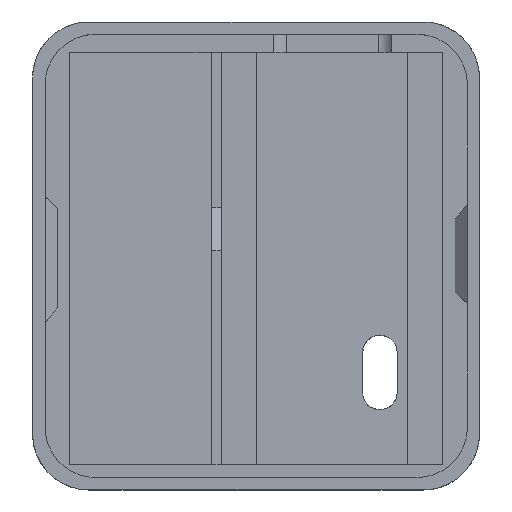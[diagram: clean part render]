
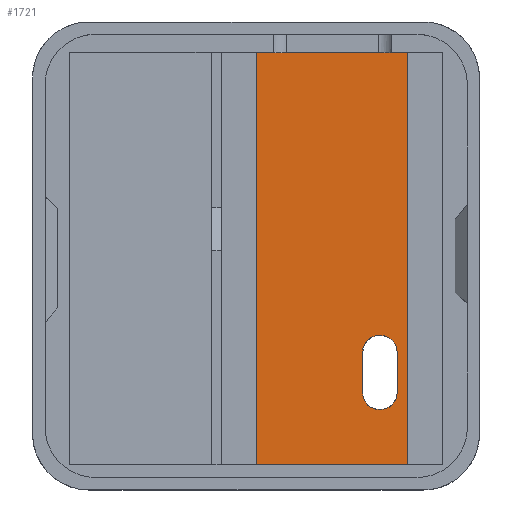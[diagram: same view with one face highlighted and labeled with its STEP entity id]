
A CAD part, top view. The second image highlights one B-rep face of the part: STEP entity #1721.
In plain terms, the highlighted planar face has unit normal (0, 0, 1).
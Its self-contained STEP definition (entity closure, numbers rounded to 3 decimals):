
#114=CARTESIAN_POINT('',(-156.02,174.669,4.84));
#115=VERTEX_POINT('',#114);
#122=CARTESIAN_POINT('',(-154.791,174.669,4.84));
#123=VERTEX_POINT('',#122);
#124=CARTESIAN_POINT('',(-154.791,174.669,4.84));
#125=CARTESIAN_POINT('',(-156.02,174.669,4.84));
#126=B_SPLINE_CURVE_WITH_KNOTS('',1,(#124,#125),.UNSPECIFIED.,.F.,.F.,(2,2),(-0.16,1.068),.UNSPECIFIED.);
#127=EDGE_CURVE('',#123,#115,#126,.T.);
#129=CARTESIAN_POINT('',(-153.575,174.669,4.84));
#130=VERTEX_POINT('',#129);
#131=CARTESIAN_POINT('',(-154.791,174.669,4.84));
#132=DIRECTION('',(1.,0.,-0.));
#133=VECTOR('',#132,1.217);
#134=LINE('',#131,#133);
#135=EDGE_CURVE('',#123,#130,#134,.T.);
#923=CARTESIAN_POINT('',(-143.675,141.089,4.84));
#924=VERTEX_POINT('',#923);
#931=CARTESIAN_POINT('',(-156.02,141.089,4.84));
#932=VERTEX_POINT('',#931);
#933=CARTESIAN_POINT('',(-156.02,141.089,4.84));
#934=DIRECTION('',(1.,0.,0.));
#935=VECTOR('',#934,12.345);
#936=LINE('',#933,#935);
#937=EDGE_CURVE('',#932,#924,#936,.T.);
#1024=CARTESIAN_POINT('',(-146.069,174.669,4.84));
#1025=VERTEX_POINT('',#1024);
#1033=CARTESIAN_POINT('',(-144.852,174.669,4.84));
#1034=VERTEX_POINT('',#1033);
#1035=CARTESIAN_POINT('',(-146.069,174.669,4.84));
#1036=DIRECTION('',(1.,0.,-0.));
#1037=VECTOR('',#1036,1.217);
#1038=LINE('',#1035,#1037);
#1039=EDGE_CURVE('',#1025,#1034,#1038,.T.);
#1041=CARTESIAN_POINT('',(-143.675,174.669,4.84));
#1042=VERTEX_POINT('',#1041);
#1043=CARTESIAN_POINT('',(-143.675,174.669,4.84));
#1044=CARTESIAN_POINT('',(-144.852,174.669,4.84));
#1045=B_SPLINE_CURVE_WITH_KNOTS('',1,(#1043,#1044),.UNSPECIFIED.,.F.,.F.,(2,2),(0.,1.178),.UNSPECIFIED.);
#1046=EDGE_CURVE('',#1042,#1034,#1045,.T.);
#1613=CARTESIAN_POINT('',(-156.021,149.503,4.84));
#1614=DIRECTION('',(0.,0.,-1.));
#1615=DIRECTION('',(-1.,0.,0.));
#1616=AXIS2_PLACEMENT_3D('',#1613,#1614,#1615);
#1617=PLANE('',#1616);
#1618=CARTESIAN_POINT('',(-145.985,151.627,4.84));
#1619=VERTEX_POINT('',#1618);
#1620=CARTESIAN_POINT('',(-145.904,151.627,4.84));
#1621=VERTEX_POINT('',#1620);
#1622=CARTESIAN_POINT('',(-145.985,151.627,4.84));
#1623=DIRECTION('',(1.,-0.,-0.));
#1624=VECTOR('',#1623,0.082);
#1625=LINE('',#1622,#1624);
#1626=EDGE_CURVE('',#1619,#1621,#1625,.T.);
#1627=ORIENTED_EDGE('',*,*,#1626,.T.);
#1628=CARTESIAN_POINT('',(-144.551,150.341,4.84));
#1629=VERTEX_POINT('',#1628);
#1630=CARTESIAN_POINT('',(-145.904,151.627,4.84));
#1631=CARTESIAN_POINT('',(-145.228,151.627,4.84));
#1632=CARTESIAN_POINT('',(-144.821,151.112,4.84));
#1633=CARTESIAN_POINT('',(-144.551,150.77,4.84));
#1634=CARTESIAN_POINT('',(-144.551,150.341,4.84));
#1635=B_SPLINE_CURVE_WITH_KNOTS('',2,(#1630,#1631,#1632,#1633,#1634),.UNSPECIFIED.,.F.,.F.,(3,2,3),(0.,0.5,1.),.UNSPECIFIED.);
#1636=EDGE_CURVE('',#1621,#1629,#1635,.T.);
#1637=ORIENTED_EDGE('',*,*,#1636,.T.);
#1638=CARTESIAN_POINT('',(-144.551,146.88,4.84));
#1639=VERTEX_POINT('',#1638);
#1640=CARTESIAN_POINT('',(-144.551,150.341,4.84));
#1641=DIRECTION('',(-0.,-1.,-0.));
#1642=VECTOR('',#1641,3.461);
#1643=LINE('',#1640,#1642);
#1644=EDGE_CURVE('',#1629,#1639,#1643,.T.);
#1645=ORIENTED_EDGE('',*,*,#1644,.T.);
#1646=CARTESIAN_POINT('',(-145.904,145.594,4.84));
#1647=VERTEX_POINT('',#1646);
#1648=CARTESIAN_POINT('',(-144.551,146.88,4.84));
#1649=CARTESIAN_POINT('',(-144.551,146.452,4.84));
#1650=CARTESIAN_POINT('',(-144.821,146.108,4.84));
#1651=CARTESIAN_POINT('',(-145.001,145.88,4.84));
#1652=CARTESIAN_POINT('',(-145.267,145.745,4.84));
#1653=CARTESIAN_POINT('',(-145.565,145.594,4.84));
#1654=CARTESIAN_POINT('',(-145.904,145.594,4.84));
#1655=B_SPLINE_CURVE_WITH_KNOTS('',2,(#1648,#1649,#1650,#1651,#1652,#1653,#1654),.UNSPECIFIED.,.F.,.F.,(3,2,2,3),(0.,0.5,0.75,1.),.UNSPECIFIED.);
#1656=EDGE_CURVE('',#1639,#1647,#1655,.T.);
#1657=ORIENTED_EDGE('',*,*,#1656,.T.);
#1658=CARTESIAN_POINT('',(-145.985,145.594,4.84));
#1659=VERTEX_POINT('',#1658);
#1660=CARTESIAN_POINT('',(-145.904,145.594,4.84));
#1661=DIRECTION('',(-1.,0.,0.));
#1662=VECTOR('',#1661,0.082);
#1663=LINE('',#1660,#1662);
#1664=EDGE_CURVE('',#1647,#1659,#1663,.T.);
#1665=ORIENTED_EDGE('',*,*,#1664,.T.);
#1666=CARTESIAN_POINT('',(-147.338,146.88,4.84));
#1667=VERTEX_POINT('',#1666);
#1668=CARTESIAN_POINT('',(-145.985,145.594,4.84));
#1669=CARTESIAN_POINT('',(-146.661,145.594,4.84));
#1670=CARTESIAN_POINT('',(-147.067,146.108,4.84));
#1671=CARTESIAN_POINT('',(-147.338,146.451,4.84));
#1672=CARTESIAN_POINT('',(-147.338,146.88,4.84));
#1673=B_SPLINE_CURVE_WITH_KNOTS('',2,(#1668,#1669,#1670,#1671,#1672),.UNSPECIFIED.,.F.,.F.,(3,2,3),(0.,0.5,1.),.UNSPECIFIED.);
#1674=EDGE_CURVE('',#1659,#1667,#1673,.T.);
#1675=ORIENTED_EDGE('',*,*,#1674,.T.);
#1676=CARTESIAN_POINT('',(-147.338,150.341,4.84));
#1677=VERTEX_POINT('',#1676);
#1678=CARTESIAN_POINT('',(-147.338,146.88,4.84));
#1679=DIRECTION('',(0.,1.,0.));
#1680=VECTOR('',#1679,3.461);
#1681=LINE('',#1678,#1680);
#1682=EDGE_CURVE('',#1667,#1677,#1681,.T.);
#1683=ORIENTED_EDGE('',*,*,#1682,.T.);
#1684=CARTESIAN_POINT('',(-147.338,150.341,4.84));
#1685=CARTESIAN_POINT('',(-147.338,150.769,4.84));
#1686=CARTESIAN_POINT('',(-147.067,151.112,4.84));
#1687=CARTESIAN_POINT('',(-146.888,151.34,4.84));
#1688=CARTESIAN_POINT('',(-146.622,151.475,4.84));
#1689=CARTESIAN_POINT('',(-146.324,151.627,4.84));
#1690=CARTESIAN_POINT('',(-145.985,151.627,4.84));
#1691=B_SPLINE_CURVE_WITH_KNOTS('',2,(#1684,#1685,#1686,#1687,#1688,#1689,#1690),.UNSPECIFIED.,.F.,.F.,(3,2,2,3),(0.,0.5,0.75,1.),.UNSPECIFIED.);
#1692=EDGE_CURVE('',#1677,#1619,#1691,.T.);
#1693=ORIENTED_EDGE('',*,*,#1692,.T.);
#1694=EDGE_LOOP('',(#1627,#1637,#1645,#1657,#1665,#1675,#1683,#1693));
#1695=FACE_BOUND('',#1694,.T.);
#1696=ORIENTED_EDGE('',*,*,#1039,.F.);
#1697=CARTESIAN_POINT('',(-153.575,174.669,4.84));
#1698=DIRECTION('',(1.,-0.,-0.));
#1699=VECTOR('',#1698,7.505);
#1700=LINE('',#1697,#1699);
#1701=EDGE_CURVE('',#130,#1025,#1700,.T.);
#1702=ORIENTED_EDGE('',*,*,#1701,.F.);
#1703=ORIENTED_EDGE('',*,*,#135,.F.);
#1704=ORIENTED_EDGE('',*,*,#127,.T.);
#1705=CARTESIAN_POINT('',(-156.02,174.669,4.84));
#1706=DIRECTION('',(0.,-1.,0.));
#1707=VECTOR('',#1706,33.579);
#1708=LINE('',#1705,#1707);
#1709=EDGE_CURVE('',#115,#932,#1708,.T.);
#1710=ORIENTED_EDGE('',*,*,#1709,.T.);
#1711=ORIENTED_EDGE('',*,*,#937,.T.);
#1712=CARTESIAN_POINT('',(-143.675,141.089,4.84));
#1713=DIRECTION('',(0.,1.,0.));
#1714=VECTOR('',#1713,33.579);
#1715=LINE('',#1712,#1714);
#1716=EDGE_CURVE('',#924,#1042,#1715,.T.);
#1717=ORIENTED_EDGE('',*,*,#1716,.T.);
#1718=ORIENTED_EDGE('',*,*,#1046,.T.);
#1719=EDGE_LOOP('',(#1696,#1702,#1703,#1704,#1710,#1711,#1717,#1718));
#1720=FACE_BOUND('',#1719,.T.);
#1721=ADVANCED_FACE('',(#1695,#1720),#1617,.F.);
